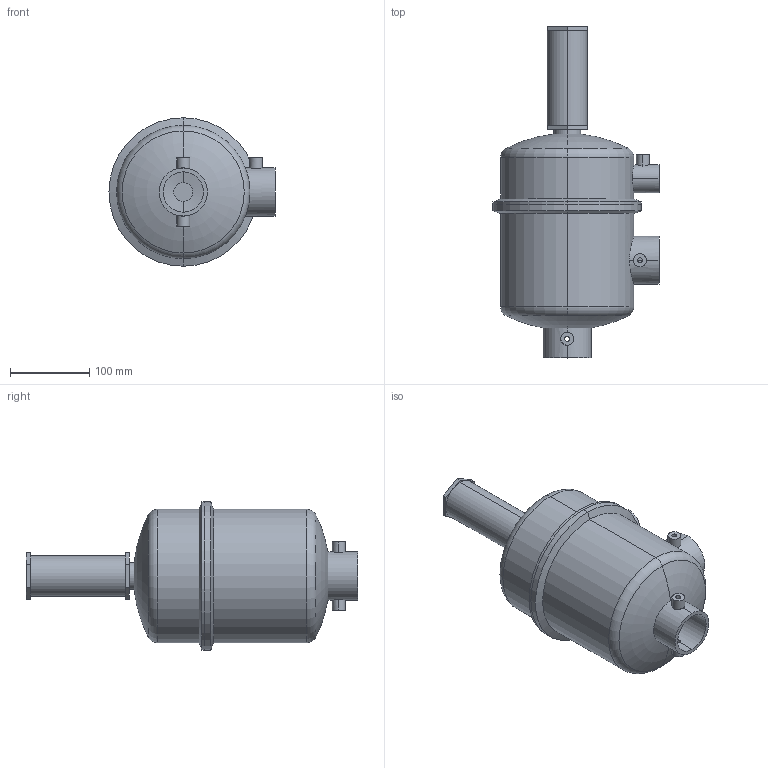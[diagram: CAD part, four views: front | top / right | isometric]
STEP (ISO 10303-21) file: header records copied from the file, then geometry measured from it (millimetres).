
FILE_DESCRIPTION (( 'STEP AP203' ), '1' );
FILE_NAME ('M2-90.STEP', '2020-07-22T09:34:31', ( '' ), ( '' ), 'SwSTEP 2.0', 'SolidWorks 2017', '' );
FILE_SCHEMA (( 'CONFIG_CONTROL_DESIGN' ));
Length unit declared in the file: inch
Products named in the file (1): M2-90
Bounding box: 209.49 x 418.86 x 187.32 mm (x, y, z)
Volume: 1085086.1 mm3; surface area: 387258.7 mm2
Topology: 5 solids, 5 shells, 98 faces, 228 edges, 140 vertices
Faces by surface type: cylinder 50, plane 28, torus 16, cone 4
Entity records: 3887 total; most frequent: CARTESIAN_POINT 1523, DIRECTION 494, ORIENTED_EDGE 456, EDGE_CURVE 228, AXIS2_PLACEMENT_3D 199, VERTEX_POINT 140, EDGE_LOOP 118, CIRCLE 100
